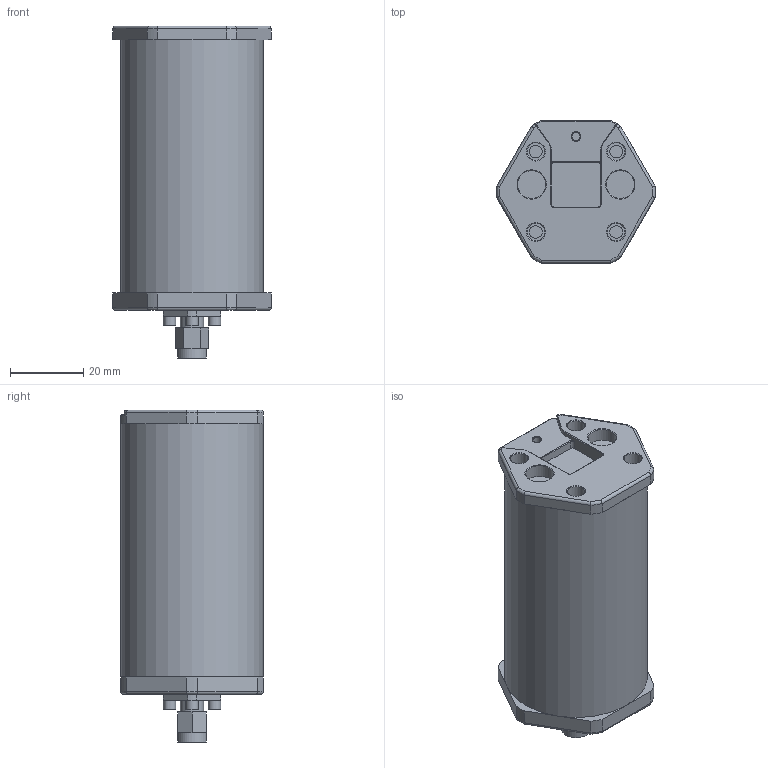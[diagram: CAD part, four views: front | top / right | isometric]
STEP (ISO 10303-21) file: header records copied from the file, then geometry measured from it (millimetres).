
FILE_DESCRIPTION(/* description */ (''),/* implementation_level */ '2;1');
FILE_NAME(/* name */ 'Gemini-59XXX-SMA.step',/* time_stamp */ '2021-08-03T09:29:09-06:00',/* author */ (''),/* organization */ (''),/* preprocessor_version */ 'ST-DEVELOPER v18.1',/* originating_system */ 'Autodesk Translation Framework v10.9.0.1377',/* authorisation */ '');
FILE_SCHEMA (('AUTOMOTIVE_DESIGN { 1 0 10303 214 3 1 1 }'));
Length unit declared in the file: inch
Products named in the file (1): 1000-RFB-SMA..0504415.Rev3
Bounding box: 43.17 x 38.86 x 90.42 mm (x, y, z)
Volume: 92072.8 mm3; surface area: 13680.5 mm2
Topology: 1 solids, 5 shells, 201 faces, 448 edges, 276 vertices
Faces by surface type: plane 110, cylinder 56, cone 19, torus 12, bspline 4
Full cylindrical faces by diameter (mm): 2.271 x5, 3.429 x4, 3.454 x4, 4.775 x4, 6.35 x2, 7.62 x2, 7.874 x1, 38.862 x1
Entity records: 5835 total; most frequent: CARTESIAN_POINT 1348, DIRECTION 938, ORIENTED_EDGE 888, EDGE_CURVE 444, AXIS2_PLACEMENT_3D 334, VERTEX_POINT 276, LINE 270, VECTOR 270
